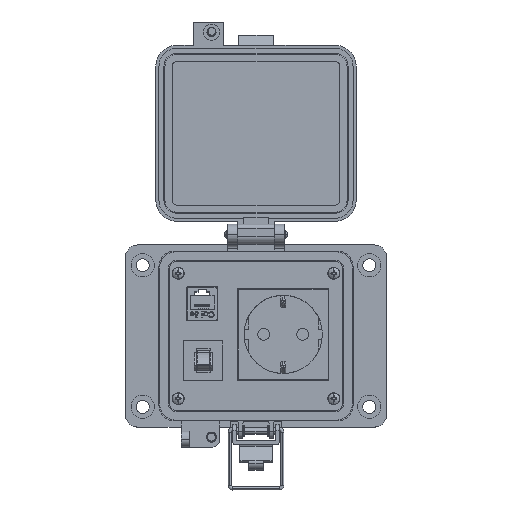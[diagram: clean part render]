
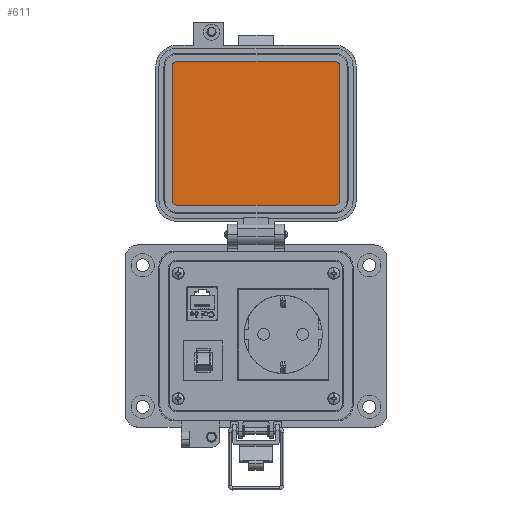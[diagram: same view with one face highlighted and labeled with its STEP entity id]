
A CAD part, top view. The second image highlights one B-rep face of the part: STEP entity #611.
In plain terms, the highlighted planar face has unit normal (0, 0, 1).
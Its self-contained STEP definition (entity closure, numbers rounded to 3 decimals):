
#199 = VERTEX_POINT ( 'NONE', #31698 ) ;
#611 = ADVANCED_FACE ( 'NONE', ( #7848 ), #20725, .T. ) ;
#1191 = CIRCLE ( 'NONE', #14982, 2.299 ) ;
#1620 = ORIENTED_EDGE ( 'NONE', *, *, #15176, .F. ) ;
#2633 = EDGE_CURVE ( 'NONE', #14324, #43317, #21675, .T. ) ;
#2770 = CIRCLE ( 'NONE', #43804, 2.299 ) ;
#3304 = VECTOR ( 'NONE', #29594, 1000. ) ;
#3597 = VERTEX_POINT ( 'NONE', #22141 ) ;
#5246 = CARTESIAN_POINT ( 'NONE',  ( 38.212, 93.196, 19.202 ) ) ;
#6158 = ORIENTED_EDGE ( 'NONE', *, *, #2633, .F. ) ;
#6451 = AXIS2_PLACEMENT_3D ( 'NONE', #49193, #31425, #35362 ) ;
#7848 = FACE_OUTER_BOUND ( 'NONE', #10744, .T. ) ;
#8177 = EDGE_CURVE ( 'NONE', #46764, #3597, #17765, .T. ) ;
#9030 = CARTESIAN_POINT ( 'NONE',  ( 35.912, 60.004, 19.202 ) ) ;
#10153 = CARTESIAN_POINT ( 'NONE',  ( -44.769, 93.196, 19.202 ) ) ;
#10593 = CARTESIAN_POINT ( 'NONE',  ( -42.469, 126.389, 19.202 ) ) ;
#10704 = DIRECTION ( 'NONE',  ( 0., 0., -1. ) ) ;
#10744 = EDGE_LOOP ( 'NONE', ( #1620, #37827, #6158, #52025, #43338, #32485, #37378, #35721 ) ) ;
#11300 = CARTESIAN_POINT ( 'NONE',  ( 38.212, 126.389, 19.202 ) ) ;
#11907 = EDGE_CURVE ( 'NONE', #43317, #42106, #31503, .T. ) ;
#12354 = CARTESIAN_POINT ( 'NONE',  ( -3.279, 57.705, 19.202 ) ) ;
#13515 = DIRECTION ( 'NONE',  ( 0., -1., 0. ) ) ;
#14324 = VERTEX_POINT ( 'NONE', #43474 ) ;
#14982 = AXIS2_PLACEMENT_3D ( 'NONE', #9030, #40450, #13515 ) ;
#15099 = DIRECTION ( 'NONE',  ( 0., -1., 0. ) ) ;
#15176 = EDGE_CURVE ( 'NONE', #42106, #46764, #1191, .T. ) ;
#15237 = LINE ( 'NONE', #25042, #3304 ) ;
#17765 = LINE ( 'NONE', #12354, #38858 ) ;
#19901 = VERTEX_POINT ( 'NONE', #53112 ) ;
#20524 = DIRECTION ( 'NONE',  ( -1., 0., 0. ) ) ;
#20725 = PLANE ( 'NONE',  #35366 ) ;
#20847 = VERTEX_POINT ( 'NONE', #33473 ) ;
#21162 = CIRCLE ( 'NONE', #39770, 2.299 ) ;
#21675 = CIRCLE ( 'NONE', #6451, 2.299 ) ;
#22141 = CARTESIAN_POINT ( 'NONE',  ( -42.469, 57.705, 19.202 ) ) ;
#25042 = CARTESIAN_POINT ( 'NONE',  ( -3.279, 128.688, 19.202 ) ) ;
#25255 = DIRECTION ( 'NONE',  ( 0., 0., 1. ) ) ;
#25674 = EDGE_CURVE ( 'NONE', #3597, #20847, #21162, .T. ) ;
#29594 = DIRECTION ( 'NONE',  ( 1., 0., 0. ) ) ;
#29874 = VECTOR ( 'NONE', #32928, 1000. ) ;
#31425 = DIRECTION ( 'NONE',  ( 0., 0., -1. ) ) ;
#31503 = LINE ( 'NONE', #5246, #44818 ) ;
#31698 = CARTESIAN_POINT ( 'NONE',  ( -42.469, 128.688, 19.202 ) ) ;
#32165 = DIRECTION ( 'NONE',  ( 0., -1., 0. ) ) ;
#32485 = ORIENTED_EDGE ( 'NONE', *, *, #41042, .F. ) ;
#32706 = LINE ( 'NONE', #10153, #29874 ) ;
#32928 = DIRECTION ( 'NONE',  ( 0., 1., 0. ) ) ;
#33473 = CARTESIAN_POINT ( 'NONE',  ( -44.769, 60.004, 19.202 ) ) ;
#35362 = DIRECTION ( 'NONE',  ( 1., 0., 0. ) ) ;
#35366 = AXIS2_PLACEMENT_3D ( 'NONE', #56450, #25255, #20524 ) ;
#35721 = ORIENTED_EDGE ( 'NONE', *, *, #8177, .F. ) ;
#37378 = ORIENTED_EDGE ( 'NONE', *, *, #25674, .F. ) ;
#37641 = CARTESIAN_POINT ( 'NONE',  ( -42.469, 60.004, 19.202 ) ) ;
#37827 = ORIENTED_EDGE ( 'NONE', *, *, #11907, .F. ) ;
#38858 = VECTOR ( 'NONE', #52734, 1000. ) ;
#39770 = AXIS2_PLACEMENT_3D ( 'NONE', #37641, #10704, #42164 ) ;
#40450 = DIRECTION ( 'NONE',  ( 0., 0., -1. ) ) ;
#41042 = EDGE_CURVE ( 'NONE', #20847, #19901, #32706, .T. ) ;
#41091 = CARTESIAN_POINT ( 'NONE',  ( 35.912, 57.705, 19.202 ) ) ;
#42040 = DIRECTION ( 'NONE',  ( 0., 0., -1. ) ) ;
#42106 = VERTEX_POINT ( 'NONE', #53582 ) ;
#42164 = DIRECTION ( 'NONE',  ( 1., 0., 0. ) ) ;
#43317 = VERTEX_POINT ( 'NONE', #11300 ) ;
#43338 = ORIENTED_EDGE ( 'NONE', *, *, #53224, .F. ) ;
#43474 = CARTESIAN_POINT ( 'NONE',  ( 35.912, 128.688, 19.202 ) ) ;
#43804 = AXIS2_PLACEMENT_3D ( 'NONE', #10593, #42040, #15099 ) ;
#44818 = VECTOR ( 'NONE', #32165, 1000. ) ;
#45615 = EDGE_CURVE ( 'NONE', #199, #14324, #15237, .T. ) ;
#46764 = VERTEX_POINT ( 'NONE', #41091 ) ;
#49193 = CARTESIAN_POINT ( 'NONE',  ( 35.912, 126.389, 19.202 ) ) ;
#52025 = ORIENTED_EDGE ( 'NONE', *, *, #45615, .F. ) ;
#52734 = DIRECTION ( 'NONE',  ( -1., 0., 0. ) ) ;
#53112 = CARTESIAN_POINT ( 'NONE',  ( -44.769, 126.389, 19.202 ) ) ;
#53224 = EDGE_CURVE ( 'NONE', #19901, #199, #2770, .T. ) ;
#53582 = CARTESIAN_POINT ( 'NONE',  ( 38.212, 60.004, 19.202 ) ) ;
#56450 = CARTESIAN_POINT ( 'NONE',  ( 39.871, 130.108, 19.202 ) ) ;
